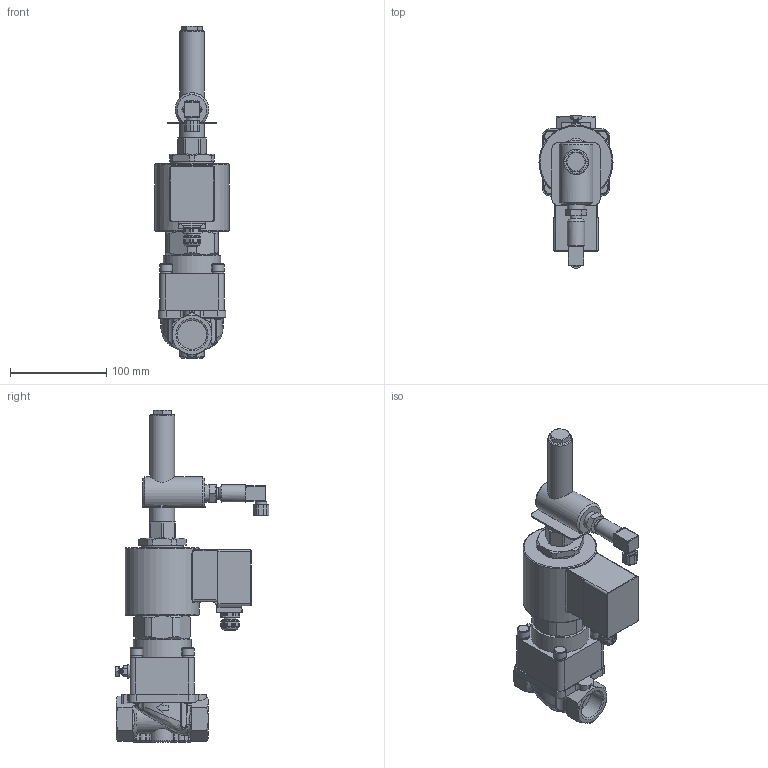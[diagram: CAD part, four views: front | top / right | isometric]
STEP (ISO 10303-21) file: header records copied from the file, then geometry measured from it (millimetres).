
FILE_DESCRIPTION(/* description */ ('3D-Modell'),/* implementation_level */ '2;1');
FILE_NAME(/* name */ '049.003944_2-738-25-1004-S242-E6-F.stp',/* time_stamp */ '2021-06-01T08:01:21+02:00',/* author */ ('CBeuthner'),/* organization */ (''),/* preprocessor_version */ 'ST-DEVELOPER v16.1',/* originating_system */ 'Autodesk Inventor 2016',/* authorisation */ '');
FILE_SCHEMA (('CONFIG_CONTROL_DESIGN'));
Length unit declared in the file: millimetre
Products named in the file (1): 87-029133
Bounding box: 77 x 159.81 x 345.4 mm (x, y, z)
Volume: 1085224.4 mm3; surface area: 115510.5 mm2
Topology: 1 solids, 1 shells, 665 faces, 1689 edges, 1056 vertices
Faces by surface type: plane 252, cylinder 239, cone 94, torus 50, bspline 26, sphere 4
Full cylindrical faces by diameter (mm): 4 x2, 4.4 x1, 6 x1, 8 x8, 12 x2, 13 x4, 13.2 x1, 14 x1, 17 x2, 18 x2, 25.8 x2, 25.9 x1, 30.291 x2, 44 x1, 60 x1, 77 x1
Entity records: 22961 total; most frequent: CARTESIAN_POINT 6941, ORIENTED_EDGE 3192, DIRECTION 3166, EDGE_CURVE 1595, AXIS2_PLACEMENT_3D 1263, VERTEX_POINT 1034, EDGE_LOOP 784, FACE_OUTER_BOUND 665
